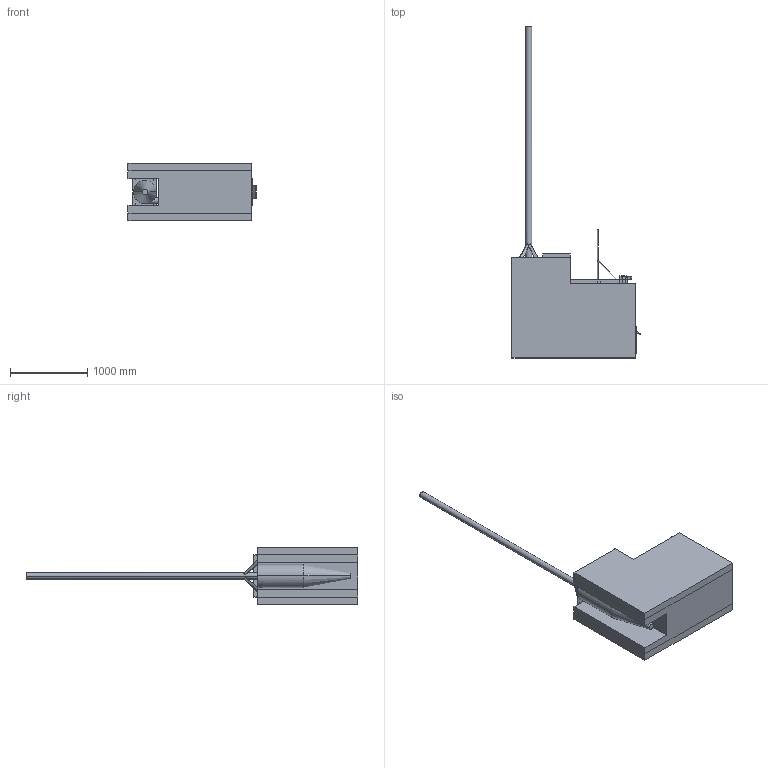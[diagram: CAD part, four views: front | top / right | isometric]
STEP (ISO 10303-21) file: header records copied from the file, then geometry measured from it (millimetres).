
FILE_DESCRIPTION (( 'STEP AP203' ), '1' );
FILE_NAME ('Sustainable_incinerator.STEP', '2024-03-27T13:40:18', ( '' ), ( '' ), 'SwSTEP 2.0', 'SolidWorks 2021', '' );
FILE_SCHEMA (( 'CONFIG_CONTROL_DESIGN' ));
Length unit declared in the file: millimetre
Products named in the file (26): AshTRay_O; OuterWallSustainable; AshTray_grid; tre; Connection_plate; 3030_435; CycloneSeparator; uno; Door_handle_long; Sustainable_incinerator; AshTray_L; SecondaryChamberCover; 3030_635; door connection; AshTray_M; AshTray_complete; AshTray_I; Sustainable_body; due; Loading door complete; AshTray_N; Chimney; Loading door plate; Threaded_bar; AshTray_P
Assembly tree (47 placements, depth 3):
  Sustainable_incinerator
    Sustainable_body
    due  x2
    uno  x4
    Connection_plate  x7
    tre  x2
    CycloneSeparator
      CycloneSeparator
      Chimney
    door connection  x2
    Threaded_bar
    Loading door complete
      3030_435  x2
      3030_635  x2
      Loading door plate
      Connection_plate  x4
      door connection  x2
      Door_handle_long
    SecondaryChamberCover
    AshTray_complete
      AshTRay_O
      AshTray_N  x2
      AshTray_P
      AshTray_I
      AshTray_M  x2
      AshTray_L
    AshTray_grid
    OuterWallSustainable
Bounding box: 1659.5 x 4303 x 745 mm (x, y, z)
Volume: 947976157.6 mm3; surface area: 26799145 mm2
Topology: 58 solids, 58 shells, 464 faces, 1039 edges, 686 vertices
Faces by surface type: plane 410, cylinder 52, cone 2
Entity records: 11965 total; most frequent: CARTESIAN_POINT 1702, DIRECTION 1442, ORIENTED_EDGE 1360, EDGE_CURVE 680, LINE 556, VECTOR 556, VERTEX_POINT 448, AXIS2_PLACEMENT_3D 443
